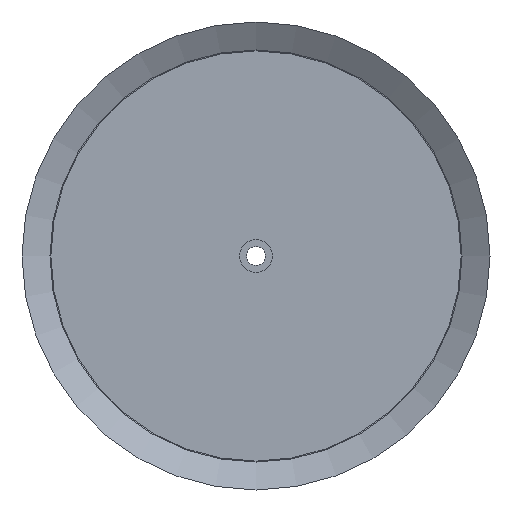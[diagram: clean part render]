
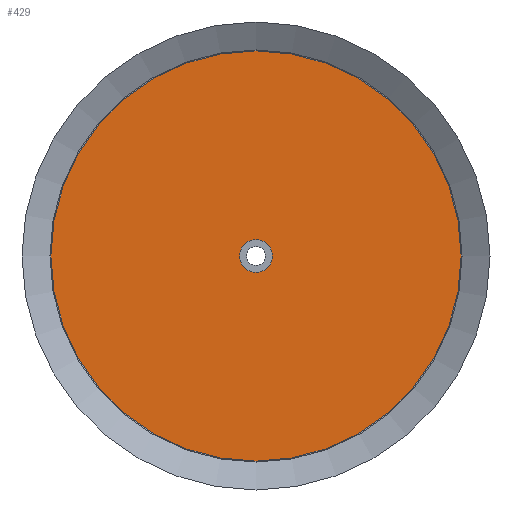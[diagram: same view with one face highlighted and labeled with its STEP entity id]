
A CAD part, front view. The second image highlights one B-rep face of the part: STEP entity #429.
In plain terms, the highlighted planar face has unit normal (0, -1, 0).
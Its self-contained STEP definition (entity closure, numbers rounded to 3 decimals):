
#51=CIRCLE('',#495,43.831);
#52=CIRCLE('',#497,3.5);
#168=ORIENTED_EDGE('',*,*,#222,.F.);
#169=ORIENTED_EDGE('',*,*,#221,.T.);
#221=EDGE_CURVE('',#258,#258,#51,.T.);
#222=EDGE_CURVE('',#259,#259,#52,.F.);
#258=VERTEX_POINT('',#775);
#259=VERTEX_POINT('',#778);
#330=EDGE_LOOP('',(#168));
#331=EDGE_LOOP('',(#169));
#382=FACE_BOUND('',#330,.T.);
#383=FACE_BOUND('',#331,.T.);
#399=PLANE('',#496);
#429=ADVANCED_FACE('',(#382,#383),#399,.F.);
#495=AXIS2_PLACEMENT_3D('',#774,#615,#616);
#496=AXIS2_PLACEMENT_3D('',#776,#617,#618);
#497=AXIS2_PLACEMENT_3D('',#777,#619,#620);
#615=DIRECTION('',(0.,-1.,0.));
#616=DIRECTION('',(0.,0.,-1.));
#617=DIRECTION('',(0.,1.,0.));
#618=DIRECTION('',(0.,0.,1.));
#619=DIRECTION('',(0.,1.,0.));
#620=DIRECTION('',(0.,0.,1.));
#774=CARTESIAN_POINT('',(0.,3.5,0.));
#775=CARTESIAN_POINT('',(0.,3.5,-43.831));
#776=CARTESIAN_POINT('',(43.831,3.5,0.));
#777=CARTESIAN_POINT('',(0.,3.5,0.));
#778=CARTESIAN_POINT('',(0.,3.5,3.5));
